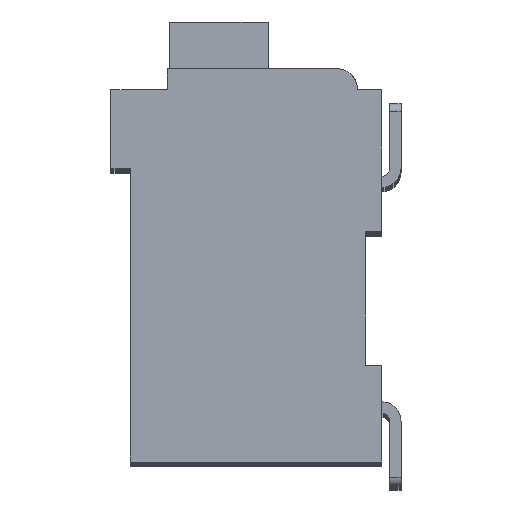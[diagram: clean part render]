
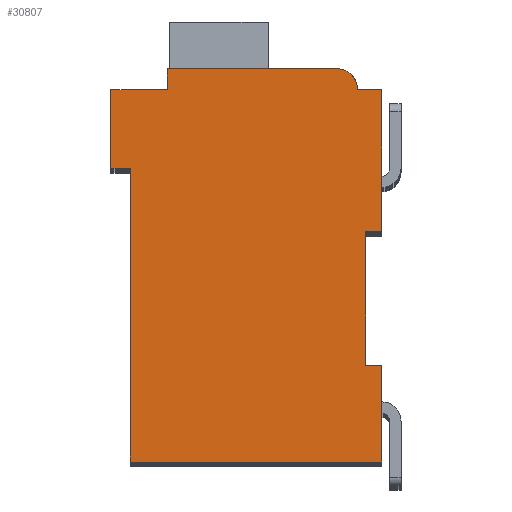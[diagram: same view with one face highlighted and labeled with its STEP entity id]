
A CAD part, top view. The second image highlights one B-rep face of the part: STEP entity #30807.
In plain terms, the highlighted planar face has unit normal (0, 0, 1).
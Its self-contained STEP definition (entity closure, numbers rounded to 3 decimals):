
#3426=DIRECTION('',(1.,0.,0.));
#3427=VECTOR('',#3426,0.5);
#3428=CARTESIAN_POINT('',(7.3,7.15,2.1));
#3429=LINE('',#3428,#3427);
#3430=DIRECTION('',(0.,1.,0.));
#3431=VECTOR('',#3430,4.15);
#3432=CARTESIAN_POINT('',(7.3,3.,2.1));
#3433=LINE('',#3432,#3431);
#3434=DIRECTION('',(-1.,0.,0.));
#3435=VECTOR('',#3434,0.5);
#3436=CARTESIAN_POINT('',(7.8,3.,2.1));
#3437=LINE('',#3436,#3435);
#3438=DIRECTION('',(0.,1.,0.));
#3439=VECTOR('',#3438,3.);
#3440=CARTESIAN_POINT('',(7.8,0.,2.1));
#3441=LINE('',#3440,#3439);
#3442=DIRECTION('',(1.,0.,0.));
#3443=VECTOR('',#3442,7.8);
#3444=CARTESIAN_POINT('',(0.,0.,2.1));
#3445=LINE('',#3444,#3443);
#3446=DIRECTION('',(0.,-1.,0.));
#3447=VECTOR('',#3446,9.1);
#3448=CARTESIAN_POINT('',(0.,9.1,2.1));
#3449=LINE('',#3448,#3447);
#3450=DIRECTION('',(1.,0.,0.));
#3451=VECTOR('',#3450,0.6);
#3452=CARTESIAN_POINT('',(-0.6,9.1,2.1));
#3453=LINE('',#3452,#3451);
#3454=DIRECTION('',(0.,-1.,0.));
#3455=VECTOR('',#3454,2.45);
#3456=CARTESIAN_POINT('',(-0.6,11.55,2.1));
#3457=LINE('',#3456,#3455);
#3458=DIRECTION('',(-1.,0.,0.));
#3459=VECTOR('',#3458,1.75);
#3460=CARTESIAN_POINT('',(1.15,11.55,2.1));
#3461=LINE('',#3460,#3459);
#3462=DIRECTION('',(0.,-1.,0.));
#3463=VECTOR('',#3462,0.65);
#3464=CARTESIAN_POINT('',(1.15,12.2,2.1));
#3465=LINE('',#3464,#3463);
#3466=DIRECTION('',(-1.,0.,0.));
#3467=VECTOR('',#3466,5.25);
#3468=CARTESIAN_POINT('',(6.4,12.2,2.1));
#3469=LINE('',#3468,#3467);
#3470=CARTESIAN_POINT('',(6.4,11.55,2.1));
#3471=DIRECTION('',(0.,0.,1.));
#3472=DIRECTION('',(1.,0.,0.));
#3473=AXIS2_PLACEMENT_3D('',#3470,#3471,#3472);
#3475=DIRECTION('',(-1.,0.,0.));
#3476=VECTOR('',#3475,0.75);
#3477=CARTESIAN_POINT('',(7.8,11.55,2.1));
#3478=LINE('',#3477,#3476);
#3479=DIRECTION('',(0.,1.,0.));
#3480=VECTOR('',#3479,4.4);
#3481=CARTESIAN_POINT('',(7.8,7.15,2.1));
#3482=LINE('',#3481,#3480);
#21463=CARTESIAN_POINT('',(7.3,7.15,2.1));
#21464=CARTESIAN_POINT('',(7.8,7.15,2.1));
#21465=VERTEX_POINT('',#21463);
#21466=VERTEX_POINT('',#21464);
#21467=CARTESIAN_POINT('',(7.8,11.55,2.1));
#21468=VERTEX_POINT('',#21467);
#21469=CARTESIAN_POINT('',(7.05,11.55,2.1));
#21470=VERTEX_POINT('',#21469);
#21471=CARTESIAN_POINT('',(6.4,12.2,2.1));
#21472=VERTEX_POINT('',#21471);
#21473=CARTESIAN_POINT('',(1.15,12.2,2.1));
#21474=VERTEX_POINT('',#21473);
#21475=CARTESIAN_POINT('',(1.15,11.55,2.1));
#21476=VERTEX_POINT('',#21475);
#21477=CARTESIAN_POINT('',(-0.6,11.55,2.1));
#21478=VERTEX_POINT('',#21477);
#21479=CARTESIAN_POINT('',(-0.6,9.1,2.1));
#21480=VERTEX_POINT('',#21479);
#21481=CARTESIAN_POINT('',(0.,9.1,2.1));
#21482=VERTEX_POINT('',#21481);
#21483=CARTESIAN_POINT('',(0.,0.,2.1));
#21484=VERTEX_POINT('',#21483);
#21485=CARTESIAN_POINT('',(7.8,0.,2.1));
#21486=VERTEX_POINT('',#21485);
#21487=CARTESIAN_POINT('',(7.8,3.,2.1));
#21488=VERTEX_POINT('',#21487);
#21489=CARTESIAN_POINT('',(7.3,3.,2.1));
#21490=VERTEX_POINT('',#21489);
#30777=CARTESIAN_POINT('',(0.,0.,2.1));
#30778=DIRECTION('',(0.,0.,1.));
#30779=DIRECTION('',(1.,0.,0.));
#30780=AXIS2_PLACEMENT_3D('',#30777,#30778,#30779);
#30781=PLANE('',#30780);
#30782=ORIENTED_EDGE('',*,*,#28160,.F.);
#30783=ORIENTED_EDGE('',*,*,#29212,.F.);
#30785=ORIENTED_EDGE('',*,*,#30784,.F.);
#30787=ORIENTED_EDGE('',*,*,#30786,.F.);
#30788=ORIENTED_EDGE('',*,*,#30251,.F.);
#30789=ORIENTED_EDGE('',*,*,#30056,.F.);
#30791=ORIENTED_EDGE('',*,*,#30790,.F.);
#30793=ORIENTED_EDGE('',*,*,#30792,.F.);
#30795=ORIENTED_EDGE('',*,*,#30794,.F.);
#30797=ORIENTED_EDGE('',*,*,#30796,.F.);
#30799=ORIENTED_EDGE('',*,*,#30798,.F.);
#30801=ORIENTED_EDGE('',*,*,#30800,.F.);
#30803=ORIENTED_EDGE('',*,*,#30802,.F.);
#30804=ORIENTED_EDGE('',*,*,#28728,.F.);
#30805=EDGE_LOOP('',(#30782,#30783,#30785,#30787,#30788,#30789,#30791,#30793,
#30795,#30797,#30799,#30801,#30803,#30804));
#30806=FACE_OUTER_BOUND('',#30805,.F.);
#3474=CIRCLE('',#3473,0.65);
#28160=EDGE_CURVE('',#21465,#21466,#3429,.T.);
#28728=EDGE_CURVE('',#21466,#21468,#3482,.T.);
#29212=EDGE_CURVE('',#21490,#21465,#3433,.T.);
#30056=EDGE_CURVE('',#21482,#21484,#3449,.T.);
#30251=EDGE_CURVE('',#21484,#21486,#3445,.T.);
#30784=EDGE_CURVE('',#21488,#21490,#3437,.T.);
#30786=EDGE_CURVE('',#21486,#21488,#3441,.T.);
#30790=EDGE_CURVE('',#21480,#21482,#3453,.T.);
#30792=EDGE_CURVE('',#21478,#21480,#3457,.T.);
#30794=EDGE_CURVE('',#21476,#21478,#3461,.T.);
#30796=EDGE_CURVE('',#21474,#21476,#3465,.T.);
#30798=EDGE_CURVE('',#21472,#21474,#3469,.T.);
#30800=EDGE_CURVE('',#21470,#21472,#3474,.T.);
#30802=EDGE_CURVE('',#21468,#21470,#3478,.T.);
#30807=ADVANCED_FACE('',(#30806),#30781,.T.);
